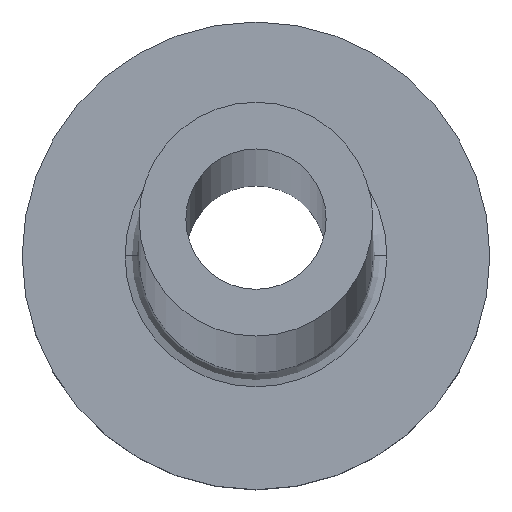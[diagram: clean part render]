
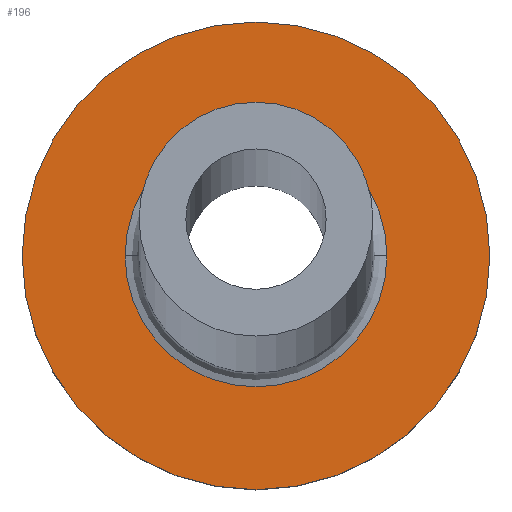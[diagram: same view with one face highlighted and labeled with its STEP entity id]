
A CAD part, top view. The second image highlights one B-rep face of the part: STEP entity #196.
In plain terms, the highlighted planar face has unit normal (0, 0, 1).
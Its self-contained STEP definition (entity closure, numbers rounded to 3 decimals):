
#10 = CIRCLE ( 'NONE', #235, 2.8 ) ;
#24 = CARTESIAN_POINT ( 'NONE',  ( 0., 0., 3. ) ) ;
#26 = CARTESIAN_POINT ( 'NONE',  ( 5., 0., 3. ) ) ;
#28 = EDGE_CURVE ( 'NONE', #226, #166, #94, .T. ) ;
#31 = DIRECTION ( 'NONE',  ( 1., 0., 0. ) ) ;
#47 = EDGE_LOOP ( 'NONE', ( #134, #129 ) ) ;
#60 = CARTESIAN_POINT ( 'NONE',  ( 0., 0., 3. ) ) ;
#74 = DIRECTION ( 'NONE',  ( 0., 0., -1. ) ) ;
#77 = AXIS2_PLACEMENT_3D ( 'NONE', #186, #152, #93 ) ;
#82 = EDGE_CURVE ( 'NONE', #135, #217, #10, .T. ) ;
#90 = DIRECTION ( 'NONE',  ( 1., 0., 0. ) ) ;
#91 = FACE_BOUND ( 'NONE', #219, .T. ) ;
#92 = CARTESIAN_POINT ( 'NONE',  ( 0., 0., 3. ) ) ;
#93 = DIRECTION ( 'NONE',  ( 1., 0., 0. ) ) ;
#94 = CIRCLE ( 'NONE', #323, 5. ) ;
#103 = AXIS2_PLACEMENT_3D ( 'NONE', #60, #149, #31 ) ;
#106 = DIRECTION ( 'NONE',  ( 1., 0., 0. ) ) ;
#128 = CIRCLE ( 'NONE', #103, 5. ) ;
#129 = ORIENTED_EDGE ( 'NONE', *, *, #218, .T. ) ;
#134 = ORIENTED_EDGE ( 'NONE', *, *, #28, .T. ) ;
#135 = VERTEX_POINT ( 'NONE', #308 ) ;
#138 = ORIENTED_EDGE ( 'NONE', *, *, #82, .T. ) ;
#149 = DIRECTION ( 'NONE',  ( 0., 0., 1. ) ) ;
#152 = DIRECTION ( 'NONE',  ( 0., 0., -1. ) ) ;
#161 = DIRECTION ( 'NONE',  ( 1., 0., 0. ) ) ;
#166 = VERTEX_POINT ( 'NONE', #26 ) ;
#186 = CARTESIAN_POINT ( 'NONE',  ( 0., 0., 3. ) ) ;
#191 = DIRECTION ( 'NONE',  ( 0., 0., 1. ) ) ;
#196 = ADVANCED_FACE ( 'NONE', ( #91, #381 ), #290, .T. ) ;
#209 = EDGE_CURVE ( 'NONE', #217, #135, #243, .T. ) ;
#213 = CARTESIAN_POINT ( 'NONE',  ( -5., 0., 3. ) ) ;
#214 = CARTESIAN_POINT ( 'NONE',  ( 2.8, 0., 3. ) ) ;
#217 = VERTEX_POINT ( 'NONE', #214 ) ;
#218 = EDGE_CURVE ( 'NONE', #166, #226, #128, .T. ) ;
#219 = EDGE_LOOP ( 'NONE', ( #363, #138 ) ) ;
#226 = VERTEX_POINT ( 'NONE', #213 ) ;
#235 = AXIS2_PLACEMENT_3D ( 'NONE', #24, #74, #106 ) ;
#243 = CIRCLE ( 'NONE', #77, 2.8 ) ;
#265 = AXIS2_PLACEMENT_3D ( 'NONE', #92, #356, #90 ) ;
#290 = PLANE ( 'NONE',  #265 ) ;
#308 = CARTESIAN_POINT ( 'NONE',  ( -2.8, 0., 3. ) ) ;
#323 = AXIS2_PLACEMENT_3D ( 'NONE', #365, #191, #161 ) ;
#356 = DIRECTION ( 'NONE',  ( 0., 0., 1. ) ) ;
#363 = ORIENTED_EDGE ( 'NONE', *, *, #209, .T. ) ;
#365 = CARTESIAN_POINT ( 'NONE',  ( 0., 0., 3. ) ) ;
#381 = FACE_OUTER_BOUND ( 'NONE', #47, .T. ) ;
